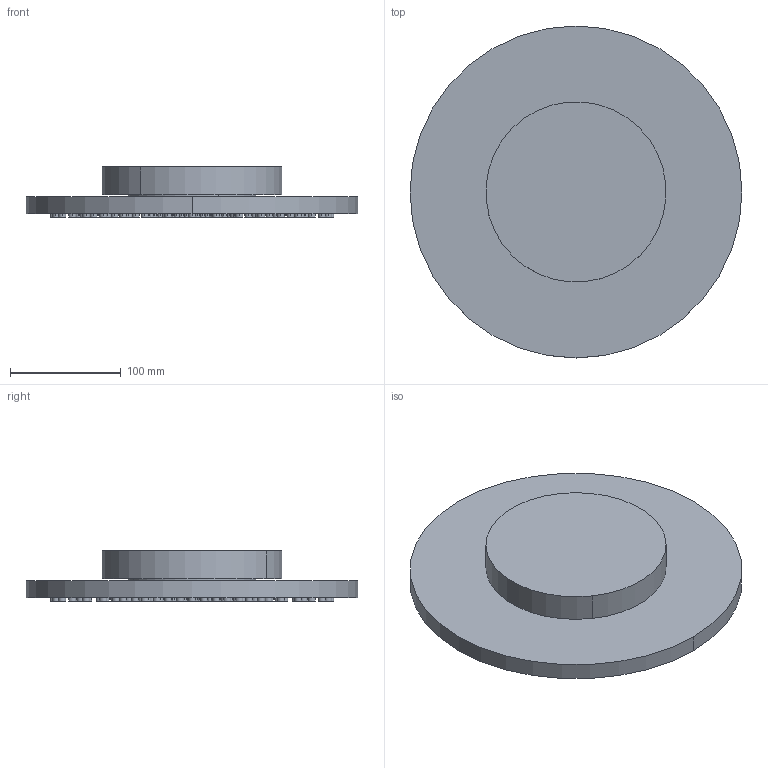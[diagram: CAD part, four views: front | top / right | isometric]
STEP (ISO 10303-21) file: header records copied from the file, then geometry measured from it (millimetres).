
FILE_DESCRIPTION (( 'STEP AP214' ), '1' );
FILE_NAME ('28031970.STEP', '2022-08-11T05:07:12', ( '' ), ( '' ), 'SwSTEP 2.0', 'SolidWorks 2020', '' );
FILE_SCHEMA (( 'AUTOMOTIVE_DESIGN' ));
Length unit declared in the file: millimetre
Products named in the file (5): Planungsmodell_Rohr_gerade-+-28.568.780-10_ _K456_D163 x 25; 28031970; Planungsmodell_Einsatz-+-09.12.01.099.90-1; Planungsmodell_Rohr_gerade-+-28.568.780-10_ _K465_116x1,8825; Planungsmodell_Rohr_gerade-+-28.568.780-10_ _K464_300,2x15,5
Assembly tree (4 placements, depth 2):
  28031970
    Planungsmodell_Rohr_gerade-+-28.568.780-10_ _K464_300,2x15,5
    Planungsmodell_Einsatz-+-09.12.01.099.90-1
    Planungsmodell_Rohr_gerade-+-28.568.780-10_ _K465_116x1,8825
    Planungsmodell_Rohr_gerade-+-28.568.780-10_ _K456_D163 x 25
Bounding box: 300.2 x 300.2 x 45.38 mm (x, y, z)
Volume: 1788979.9 mm3; surface area: 360567.9 mm2
Topology: 4 solids, 4 shells, 550 faces, 1092 edges, 728 vertices
Faces by surface type: cylinder 364, plane 186
Entity records: 14835 total; most frequent: DIRECTION 2934, CARTESIAN_POINT 2377, ORIENTED_EDGE 2184, AXIS2_PLACEMENT_3D 1285, EDGE_CURVE 1092, VERTEX_POINT 728, CIRCLE 728, EDGE_LOOP 728
